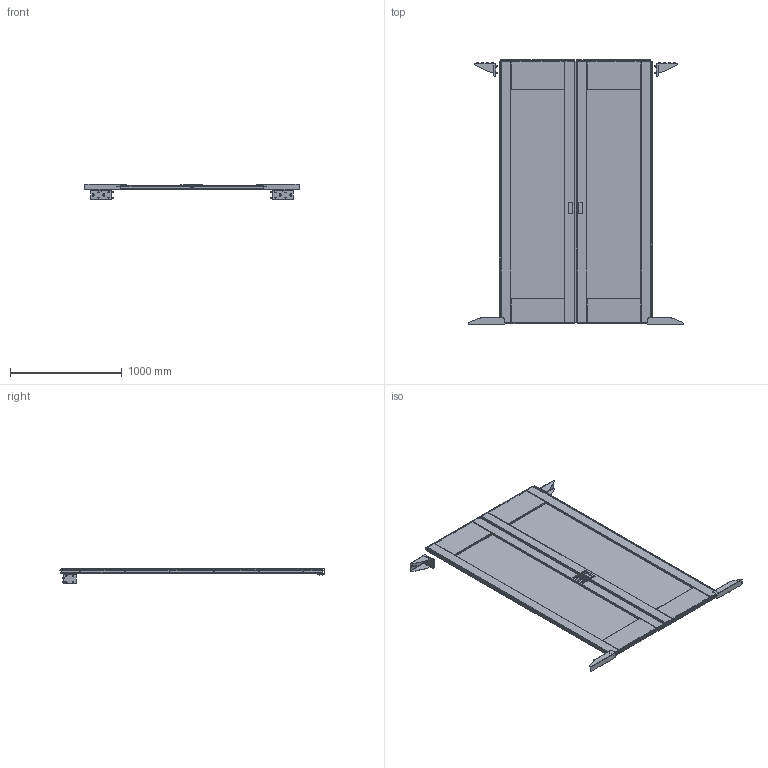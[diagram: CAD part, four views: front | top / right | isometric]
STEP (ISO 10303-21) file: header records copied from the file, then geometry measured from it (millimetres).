
FILE_DESCRIPTION (( 'STEP AP203' ), '1' );
FILE_NAME ('ITK DATAROW Äâåðü ðàçäâ. 48U 600 ÷åð. (2øò êîìïë).STEP', '2024-12-18T11:13:23', ( '' ), ( '' ), 'SwSTEP 2.0', 'SolidWorks 2022', '' );
FILE_SCHEMA (( 'CONFIG_CONTROL_DESIGN' ));
Length unit declared in the file: millimetre
Products named in the file (40): Болты с шестигранной головкой (повышенной точности) ГОСТ 7805_М5х12; АГИЕ 282.10.00.004_-01; АГИЕ 282.10.01.000СБ_-02.30; АГИЕ 282.10.00.003_-04.30; АГИЕ 282.10.01.001_-05; АГИЕ 282.10.10.000СБ_-02.30; АГИЕ 282.10.00.003_-05.30; АГИЕ 282.10.01.001_-04; Заклепка вытяжная BRALO стандартный бортик ст_ст_4,0x6x8,0арт.01210 00 4006(2,0); АГИЕ 282.10.00.003_-05; АГИЕ 282.10.01.002_-05; АГИЕ 282.10.00.007_-02; Гайка DIN 934_М 5; Болты с шестигранной головкой (повышенной точности) ГОСТ 7805_М8х16; Гайка DIN 934_М 6; АГИЕ 282.10.00.003_-04; АГИЕ 282.10.00.001_00; АГИЕ 282.10.00.008_-02; АГИЕ 282.10.01.100СБ_-05; АГИЕ 282.10.01.003; АГИЕ 282.10.00.006_00; АГИЕ 282.10.01.002_-04; Заклепка вытяжная BRALO стандартный бортик ст_ст_-; АГИЕ 282.10.00.004; АГИЕ 282.10.10.000СБ_-02; Копия Нейлоновая полосовая щетка Mebax 11х4x4х2500 00-00001508^АГИЕ 282.10.10.000СБ_00; АГИЕ 282.10.01.000СБ_-02; Болты с шестигранной головкой (повышенной точности) ГОСТ 7805_М6х16; АГИЕ 282.10.00.002_-04; АГИЕ 282.10.01.004_-01; АГИЕ 282.10.02.000СБ_02.30; АГИЕ 282.10.01.002_-05.30; ITK DATAROW Дверь раздв. 48U 600 чер. (2шт компл); Копия Уплотнитель 7205-145___^АГИЕ 282.10.10.000СБ_-02; АГИЕ 282.10.00.002_-05; АГИЕ 282.10.01.004_00; Гайка DIN 934_М 8; АГИЕ 282.10.02.000СБ_-02; АГИЕ 282.10.01.100СБ_-04; АГИЕ 282.10.01.002_-04.30
Assembly tree (184 placements, depth 5):
  ITK DATAROW Дверь раздв. 48U 600 чер. (2шт компл)
    АГИЕ 282.10.00.004
    АГИЕ 282.10.00.004_-01
    АГИЕ 282.10.00.006_00  x2
    АГИЕ 282.10.10.000СБ_-02
      АГИЕ 282.10.01.000СБ_-02
        АГИЕ 282.10.01.002_-04
        АГИЕ 282.10.01.002_-05
        АГИЕ 282.10.01.100СБ_-05
          АГИЕ 282.10.01.001_-05
          АГИЕ 282.10.01.004_-01  x2
          АГИЕ 282.10.01.004_00  x2
        АГИЕ 282.10.01.100СБ_-04
          АГИЕ 282.10.01.001_-04
          АГИЕ 282.10.01.004_-01  x2
          АГИЕ 282.10.01.004_00  x2
        АГИЕ 282.10.01.003
      АГИЕ 282.10.00.001_00
      АГИЕ 282.10.00.002_-04
      АГИЕ 282.10.00.002_-05
      АГИЕ 282.10.00.003_-05
      АГИЕ 282.10.02.000СБ_-02
        АГИЕ 282.10.01.003
        АГИЕ 282.10.00.003_-04
      Заклепка вытяжная BRALO стандартный бортик ст_ст_4,0x6x8,0арт.01210 00 4006(2,0)  x36
      АГИЕ 282.10.00.007_-02
      АГИЕ 282.10.00.008_-02
      Заклепка вытяжная BRALO стандартный бортик ст_ст_-  x6
      Копия Нейлоновая полосовая щетка Mebax 11х4x4х2500 00-00001508^АГИЕ 282.10.10.000СБ_00  x2
      Копия Уплотнитель 7205-145___^АГИЕ 282.10.10.000СБ_-02
    АГИЕ 282.10.10.000СБ_-02.30
      АГИЕ 282.10.01.000СБ_-02.30
        АГИЕ 282.10.01.002_-04.30
        АГИЕ 282.10.01.002_-05.30
        АГИЕ 282.10.01.100СБ_-04
          АГИЕ 282.10.01.001_-04
          АГИЕ 282.10.01.004_-01  x2
          АГИЕ 282.10.01.004_00  x2
        АГИЕ 282.10.01.100СБ_-05
          АГИЕ 282.10.01.001_-05
          АГИЕ 282.10.01.004_-01  x2
          АГИЕ 282.10.01.004_00  x2
        АГИЕ 282.10.01.003
      АГИЕ 282.10.00.001_00
      АГИЕ 282.10.00.002_-05
      АГИЕ 282.10.00.002_-04
      АГИЕ 282.10.00.003_-05.30
      АГИЕ 282.10.02.000СБ_02.30
        АГИЕ 282.10.01.003
        АГИЕ 282.10.00.003_-04.30
      Заклепка вытяжная BRALO стандартный бортик ст_ст_4,0x6x8,0арт.01210 00 4006(2,0)  x36
      АГИЕ 282.10.00.007_-02
      АГИЕ 282.10.00.008_-02
      Заклепка вытяжная BRALO стандартный бортик ст_ст_-  x6
      Копия Нейлоновая полосовая щетка Mebax 11х4x4х2500 00-00001508^АГИЕ 282.10.10.000СБ_00  x2
      Копия Уплотнитель 7205-145___^АГИЕ 282.10.10.000СБ_-02
    Болты с шестигранной головкой (повышенной точности) ГОСТ 7805_М8х16  x8
    Гайка DIN 934_М 8  x8
    Болты с шестигранной головкой (повышенной точности) ГОСТ 7805_М6х16  x8
    Гайка DIN 934_М 6  x8
Bounding box: 1918 x 2371 x 141 mm (x, y, z)
Volume: 14125260.2 mm3; surface area: 14120013.3 mm2
Topology: 272 solids, 272 shells, 5443 faces, 12662 edges, 7700 vertices
Faces by surface type: plane 2655, cylinder 1536, cone 792, torus 384, bspline 76
Entity records: 63029 total; most frequent: CARTESIAN_POINT 10925, DIRECTION 9431, ORIENTED_EDGE 8778, EDGE_CURVE 4389, AXIS2_PLACEMENT_3D 3284, VECTOR 2863, LINE 2863, VERTEX_POINT 2718
